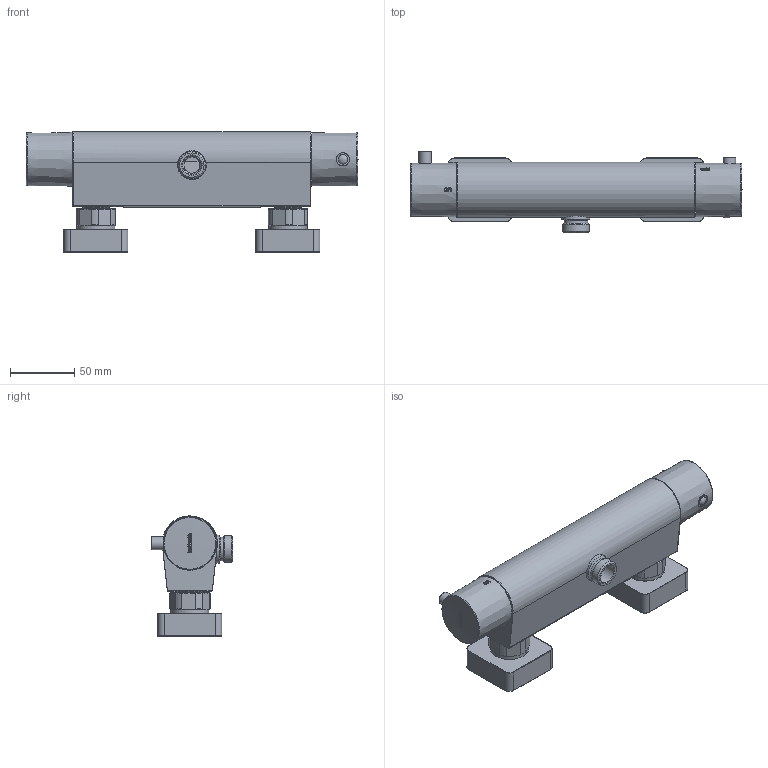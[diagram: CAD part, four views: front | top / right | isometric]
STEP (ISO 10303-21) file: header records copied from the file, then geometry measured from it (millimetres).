
FILE_DESCRIPTION(/* description */ ('Unknown'),/* implementation_level */ '2;1');
FILE_NAME(/* name */ 'GL008',/* time_stamp */ '2021-07-20T15:44:46+02:00',/* author */ ('Unknown'),/* organization */ ('Unknown'),/* preprocessor_version */ 'ST-DEVELOPER v16.7',/* originating_system */ 'DEX',/* authorisation */ $);
FILE_SCHEMA (('AUTOMOTIVE_DESIGN {1 0 10303 214 3 1 1}'));
Length unit declared in the file: millimetre
Products named in the file (34): GL008-00; CB008-09; CB7068-03; CB008-002; non ritorno body_anter dim 15 rossa; non ritorno valv_dim 15 rossa; non ritorno body_post dim 15 rossa; anello or_11 x 2; CB008-08; CB008-07; CB008-06; GL016-01; GL016-02 calotte(D5010045); HBCB7001-01; HB007-001; CB008-01; CB7068-04; CB7068-05; CB7001-04; BR005-16; CB008-02; CB0768-10; CB0768-11; CB008-004; CB008-10; molla_91000075_91000075; bottone_0083.01.285_0083.01.285; perni_D3000126_D3000126; Grano M5 x 6 punta piatta_Grano M5 x 6 punta piatta; or 6 x 1.5_13000495; HBCB7068-003; 044.001.01.10M.70C_0; 044.001.01.10M.70C_1; GL016-03 anello or(68000065)
Assembly tree (40 placements, depth 3):
  GL008-00
    CB008-09
    CB7068-03
    CB008-002  x2
      non ritorno body_anter dim 15 rossa
      non ritorno valv_dim 15 rossa
      non ritorno body_post dim 15 rossa
      anello or_11 x 2
    CB008-08  x2
    CB008-07  x2
    CB008-06  x2
    GL016-01  x2
    GL016-02 calotte(D5010045)  x2
    HBCB7001-01
    HB007-001
    CB008-01
    CB7068-04
    CB7068-05
    CB7001-04
    BR005-16
    CB008-02
    CB0768-10
    CB0768-11
    CB008-004
      CB008-10
      molla_91000075_91000075
      bottone_0083.01.285_0083.01.285
      perni_D3000126_D3000126
      Grano M5 x 6 punta piatta_Grano M5 x 6 punta piatta
      or 6 x 1.5_13000495
    HBCB7068-003
      044.001.01.10M.70C_0
      044.001.01.10M.70C_1
    GL016-03 anello or(68000065)  x2
Bounding box: 259.35 x 63.6 x 94 mm (x, y, z)
Volume: 338168.1 mm3; surface area: 186745.7 mm2
Topology: 40 solids, 40 shells, 2416 faces, 5749 edges, 3497 vertices
Faces by surface type: plane 1042, cylinder 595, cone 421, bspline 166, torus 126, sphere 66
Full cylindrical faces by diameter (mm): 2 x1, 2.059 x1, 2.459 x2, 2.5 x2, 2.8 x2, 3 x3, 3.2 x1, 3.3 x2, 3.5 x2, 4 x20, 4.134 x2, 4.5 x11, 5 x31, 5.2 x2, 6.3 x1, 6.5 x2, 7 x1, 7.4 x1, 7.5 x2, 8.5 x1, 9 x1, 9.1 x2, 9.5 x5, 10 x5, 10.2 x3, 11 x1, 12.1 x2, 13.5 x5, 14 x2, 14.8 x6
Entity records: 76492 total; most frequent: CARTESIAN_POINT 19260, DIRECTION 9479, ORIENTED_EDGE 9280, EDGE_CURVE 4640, AXIS2_PLACEMENT_3D 3941, VERTEX_POINT 3047, FACE_BOUND 2817, EDGE_LOOP 2803
